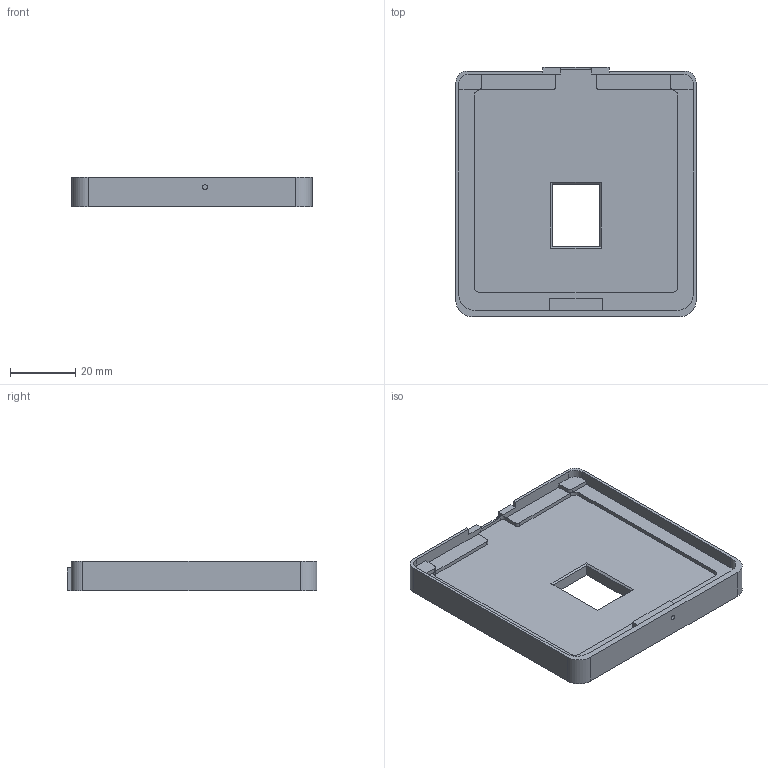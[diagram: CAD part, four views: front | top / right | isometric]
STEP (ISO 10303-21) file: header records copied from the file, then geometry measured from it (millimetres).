
FILE_DESCRIPTION(/* description */ ('STEP AP242'),/* implementation_level */ '2;1');
FILE_NAME(/* name */ 'v4-slim-bottom v21.step',/* time_stamp */ '2025-10-20T16:10:18+09:00',/* author */ (''),/* organization */ (''),/* preprocessor_version */ 'ST-DEVELOPER v20.1',/* originating_system */ 'Autodesk Translation Framework v14.17.0.0',/* authorisation */ '');
FILE_SCHEMA (('AUTOMOTIVE_DESIGN { 1 0 10303 214 3 1 1 }'));
Length unit declared in the file: millimetre
Products named in the file (1): Bottom
Bounding box: 73.8 x 76.65 x 9 mm (x, y, z)
Volume: 24415.9 mm3; surface area: 14903.9 mm2
Topology: 1 solids, 1 shells, 88 faces, 229 edges, 150 vertices
Faces by surface type: plane 59, cylinder 25, bspline 4
Full cylindrical faces by diameter (mm): 1.5 x1, 1.9 x2, 8.2 x4
Entity records: 3077 total; most frequent: CARTESIAN_POINT 846, ORIENTED_EDGE 458, DIRECTION 443, EDGE_CURVE 229, LINE 173, VECTOR 173, VERTEX_POINT 150, AXIS2_PLACEMENT_3D 135
